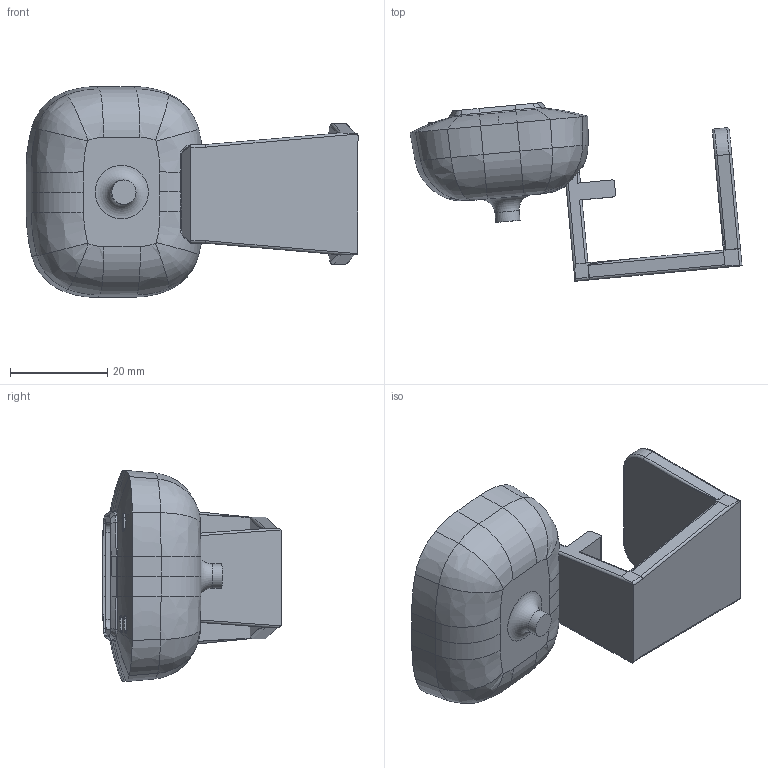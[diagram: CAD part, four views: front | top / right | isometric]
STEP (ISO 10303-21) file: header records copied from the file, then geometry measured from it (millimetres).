
FILE_DESCRIPTION(/* description */ (''),/* implementation_level */ '2;1');
FILE_NAME(/* name */ 'fc17-048_Camera.iam.step',/* time_stamp */ '2017-01-05T11:54:52-08:00',/* author */ ('Autodesk Inc.'),/* organization */ ('Autodesk Inc.'),/* preprocessor_version */ 'ST-DEVELOPER v16.5',/* originating_system */ 'Autodesk Inventor 2017',/* authorisation */ '');
FILE_SCHEMA (('AUTOMOTIVE_DESIGN { 1 0 10303 214 3 1 1 }'));
Length unit declared in the file: millimetre
Products named in the file (3): fc16-044; CS_Camera_HD3000; CS_Camera_HD3000_Base_01
Assembly tree (2 placements, depth 2):
  fc16-044
    CS_Camera_HD3000
    CS_Camera_HD3000_Base_01
Bounding box: 68.25 x 36.69 x 43.36 mm (x, y, z)
Volume: 26065 mm3; surface area: 11347.1 mm2
Topology: 2 solids, 2 shells, 374 faces, 934 edges, 568 vertices
Faces by surface type: bspline 137, plane 122, cylinder 93, torus 18, cone 4
Full cylindrical faces by diameter (mm): 2.145 x1, 3.363 x1, 5 x1
Entity records: 13874 total; most frequent: CARTESIAN_POINT 4803, ORIENTED_EDGE 1856, DIRECTION 1769, EDGE_CURVE 927, AXIS2_PLACEMENT_3D 657, VERTEX_POINT 568, LINE 455, VECTOR 455
